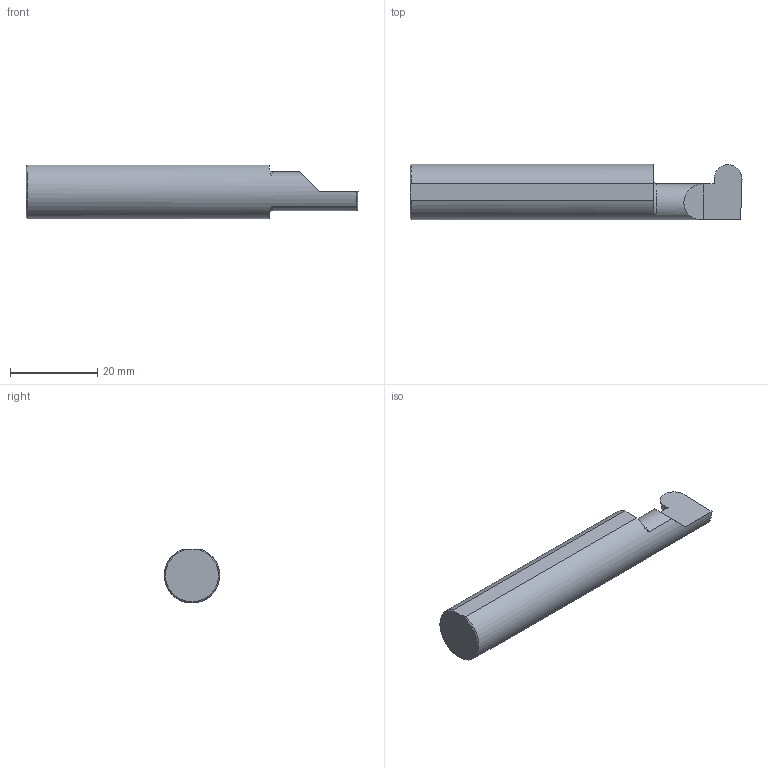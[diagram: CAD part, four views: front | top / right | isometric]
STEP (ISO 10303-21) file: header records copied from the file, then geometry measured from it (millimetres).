
FILE_DESCRIPTION (( 'STEP AP203' ), '1' );
FILE_NAME ('222518-GFR250-12.STEP', '2024-06-28T19:27:53', ( '' ), ( '' ), 'SwSTEP 2.0', 'SolidWorks 2024', '' );
FILE_SCHEMA (( 'CONFIG_CONTROL_DESIGN' ));
Length unit declared in the file: inch
Products named in the file (1): 222518-GFR250-12
Bounding box: 76.19 x 12.68 x 12.39 mm (x, y, z)
Volume: 7993.8 mm3; surface area: 3014.8 mm2
Topology: 1 solids, 1 shells, 20 faces, 54 edges, 36 vertices
Faces by surface type: plane 13, cylinder 4, cone 2, torus 1
Entity records: 728 total; most frequent: CARTESIAN_POINT 180, ORIENTED_EDGE 108, DIRECTION 87, EDGE_CURVE 54, VERTEX_POINT 36, AXIS2_PLACEMENT_3D 29, LINE 29, VECTOR 29
